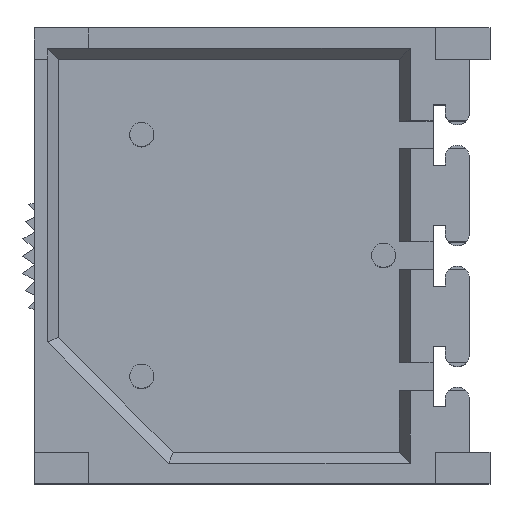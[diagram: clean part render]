
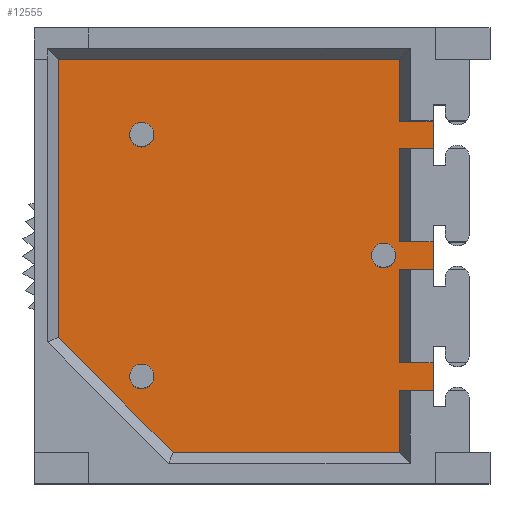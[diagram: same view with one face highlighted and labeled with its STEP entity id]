
A CAD part, top view. The second image highlights one B-rep face of the part: STEP entity #12555.
In plain terms, the highlighted planar face has unit normal (0, 0, 1).
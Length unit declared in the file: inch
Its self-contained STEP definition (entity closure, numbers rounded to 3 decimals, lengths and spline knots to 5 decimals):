
#1395=DIRECTION('',(0.,1.,0.));
#1396=VECTOR('',#1395,0.023);
#1397=CARTESIAN_POINT('',(0.175,0.0885,0.16441));
#1398=LINE('',#1397,#1396);
#1419=DIRECTION('',(0.,-1.,0.));
#1420=VECTOR('',#1419,0.077);
#1421=CARTESIAN_POINT('',(0.147,-0.0115,0.16441));
#1422=LINE('',#1421,#1420);
#1423=DIRECTION('',(1.,0.,0.));
#1424=VECTOR('',#1423,0.028);
#1425=CARTESIAN_POINT('',(0.147,-0.0885,0.16441));
#1426=LINE('',#1425,#1424);
#1427=DIRECTION('',(0.,-1.,0.));
#1428=VECTOR('',#1427,0.051);
#1429=CARTESIAN_POINT('',(0.147,-0.1115,0.16441));
#1430=LINE('',#1429,#1428);
#1431=DIRECTION('',(-1.,0.,0.));
#1432=VECTOR('',#1431,0.187);
#1433=CARTESIAN_POINT('',(0.147,-0.1625,0.16441));
#1434=LINE('',#1433,#1432);
#1435=DIRECTION('',(-0.707,0.707,0.));
#1436=VECTOR('',#1435,0.13435);
#1437=CARTESIAN_POINT('',(-0.04,-0.1625,0.16441));
#1438=LINE('',#1437,#1436);
#1439=DIRECTION('',(0.,1.,0.));
#1440=VECTOR('',#1439,0.23);
#1441=CARTESIAN_POINT('',(-0.135,-0.0675,0.16441));
#1442=LINE('',#1441,#1440);
#1443=DIRECTION('',(1.,0.,0.));
#1444=VECTOR('',#1443,0.282);
#1445=CARTESIAN_POINT('',(-0.135,0.1625,0.16441));
#1446=LINE('',#1445,#1444);
#1447=DIRECTION('',(0.,-1.,0.));
#1448=VECTOR('',#1447,0.051);
#1449=CARTESIAN_POINT('',(0.147,0.1625,0.16441));
#1450=LINE('',#1449,#1448);
#1451=DIRECTION('',(1.,0.,0.));
#1452=VECTOR('',#1451,0.028);
#1453=CARTESIAN_POINT('',(0.147,0.1115,0.16441));
#1454=LINE('',#1453,#1452);
#1455=DIRECTION('',(0.,-1.,0.));
#1456=VECTOR('',#1455,0.077);
#1457=CARTESIAN_POINT('',(0.147,0.0885,0.16441));
#1458=LINE('',#1457,#1456);
#1459=DIRECTION('',(1.,0.,0.));
#1460=VECTOR('',#1459,0.028);
#1461=CARTESIAN_POINT('',(0.147,0.0115,0.16441));
#1462=LINE('',#1461,#1460);
#1467=DIRECTION('',(1.,0.,0.));
#1468=VECTOR('',#1467,0.028);
#1469=CARTESIAN_POINT('',(0.147,-0.0115,0.16441));
#1470=LINE('',#1469,#1468);
#1483=DIRECTION('',(0.,1.,0.));
#1484=VECTOR('',#1483,0.023);
#1485=CARTESIAN_POINT('',(0.175,-0.0115,0.16441));
#1486=LINE('',#1485,#1484);
#1633=DIRECTION('',(0.,1.,0.));
#1634=VECTOR('',#1633,0.023);
#1635=CARTESIAN_POINT('',(0.175,-0.1115,0.16441));
#1636=LINE('',#1635,#1634);
#1776=DIRECTION('',(1.,0.,0.));
#1777=VECTOR('',#1776,0.028);
#1778=CARTESIAN_POINT('',(0.147,-0.1115,0.16441));
#1779=LINE('',#1778,#1777);
#2087=DIRECTION('',(1.,0.,0.));
#2088=VECTOR('',#2087,0.028);
#2089=CARTESIAN_POINT('',(0.147,0.0885,0.16441));
#2090=LINE('',#2089,#2088);
#10825=CARTESIAN_POINT('',(0.175,0.0885,0.16441));
#10826=CARTESIAN_POINT('',(0.175,0.1115,0.16441));
#10827=VERTEX_POINT('',#10825);
#10828=VERTEX_POINT('',#10826);
#10837=CARTESIAN_POINT('',(0.147,-0.0115,0.16441));
#10838=CARTESIAN_POINT('',(0.147,-0.0885,0.16441));
#10839=VERTEX_POINT('',#10837);
#10840=VERTEX_POINT('',#10838);
#10841=CARTESIAN_POINT('',(0.175,-0.0885,0.16441));
#10842=VERTEX_POINT('',#10841);
#10843=CARTESIAN_POINT('',(0.175,-0.1115,0.16441));
#10844=VERTEX_POINT('',#10843);
#10845=CARTESIAN_POINT('',(0.147,-0.1115,0.16441));
#10846=VERTEX_POINT('',#10845);
#10847=CARTESIAN_POINT('',(0.147,-0.1625,0.16441));
#10848=VERTEX_POINT('',#10847);
#10849=CARTESIAN_POINT('',(-0.04,-0.1625,0.16441));
#10850=VERTEX_POINT('',#10849);
#10851=CARTESIAN_POINT('',(-0.135,-0.0675,0.16441));
#10852=VERTEX_POINT('',#10851);
#10853=CARTESIAN_POINT('',(-0.135,0.1625,0.16441));
#10854=VERTEX_POINT('',#10853);
#10855=CARTESIAN_POINT('',(0.147,0.1625,0.16441));
#10856=VERTEX_POINT('',#10855);
#10857=CARTESIAN_POINT('',(0.147,0.1115,0.16441));
#10858=VERTEX_POINT('',#10857);
#10859=CARTESIAN_POINT('',(0.147,0.0885,0.16441));
#10860=VERTEX_POINT('',#10859);
#10861=CARTESIAN_POINT('',(0.147,0.0115,0.16441));
#10862=VERTEX_POINT('',#10861);
#10863=CARTESIAN_POINT('',(0.175,0.0115,0.16441));
#10864=VERTEX_POINT('',#10863);
#10865=CARTESIAN_POINT('',(0.175,-0.0115,0.16441));
#10866=VERTEX_POINT('',#10865);
#12515=CARTESIAN_POINT('',(0.205,0.1625,0.16441));
#12516=DIRECTION('',(0.,0.,-1.));
#12517=DIRECTION('',(0.,1.,0.));
#12518=AXIS2_PLACEMENT_3D('',#12515,#12516,#12517);
#12519=PLANE('',#12518);
#12521=ORIENTED_EDGE('',*,*,#12520,.T.);
#12523=ORIENTED_EDGE('',*,*,#12522,.T.);
#12525=ORIENTED_EDGE('',*,*,#12524,.F.);
#12527=ORIENTED_EDGE('',*,*,#12526,.F.);
#12529=ORIENTED_EDGE('',*,*,#12528,.T.);
#12531=ORIENTED_EDGE('',*,*,#12530,.T.);
#12533=ORIENTED_EDGE('',*,*,#12532,.T.);
#12535=ORIENTED_EDGE('',*,*,#12534,.T.);
#12537=ORIENTED_EDGE('',*,*,#12536,.T.);
#12539=ORIENTED_EDGE('',*,*,#12538,.T.);
#12541=ORIENTED_EDGE('',*,*,#12540,.T.);
#12542=ORIENTED_EDGE('',*,*,#12497,.F.);
#12544=ORIENTED_EDGE('',*,*,#12543,.F.);
#12546=ORIENTED_EDGE('',*,*,#12545,.T.);
#12548=ORIENTED_EDGE('',*,*,#12547,.T.);
#12550=ORIENTED_EDGE('',*,*,#12549,.F.);
#12552=ORIENTED_EDGE('',*,*,#12551,.F.);
#12553=EDGE_LOOP('',(#12521,#12523,#12525,#12527,#12529,#12531,#12533,#12535,
#12537,#12539,#12541,#12542,#12544,#12546,#12548,#12550,#12552));
#12554=FACE_OUTER_BOUND('',#12553,.F.);
#12555=ADVANCED_FACE('',(#12554),#12519,.F.);
#12497=EDGE_CURVE('',#10827,#10828,#1398,.T.);
#12520=EDGE_CURVE('',#10839,#10840,#1422,.T.);
#12522=EDGE_CURVE('',#10840,#10842,#1426,.T.);
#12524=EDGE_CURVE('',#10844,#10842,#1636,.T.);
#12526=EDGE_CURVE('',#10846,#10844,#1779,.T.);
#12528=EDGE_CURVE('',#10846,#10848,#1430,.T.);
#12530=EDGE_CURVE('',#10848,#10850,#1434,.T.);
#12532=EDGE_CURVE('',#10850,#10852,#1438,.T.);
#12534=EDGE_CURVE('',#10852,#10854,#1442,.T.);
#12536=EDGE_CURVE('',#10854,#10856,#1446,.T.);
#12538=EDGE_CURVE('',#10856,#10858,#1450,.T.);
#12540=EDGE_CURVE('',#10858,#10828,#1454,.T.);
#12543=EDGE_CURVE('',#10860,#10827,#2090,.T.);
#12545=EDGE_CURVE('',#10860,#10862,#1458,.T.);
#12547=EDGE_CURVE('',#10862,#10864,#1462,.T.);
#12549=EDGE_CURVE('',#10866,#10864,#1486,.T.);
#12551=EDGE_CURVE('',#10839,#10866,#1470,.T.);
